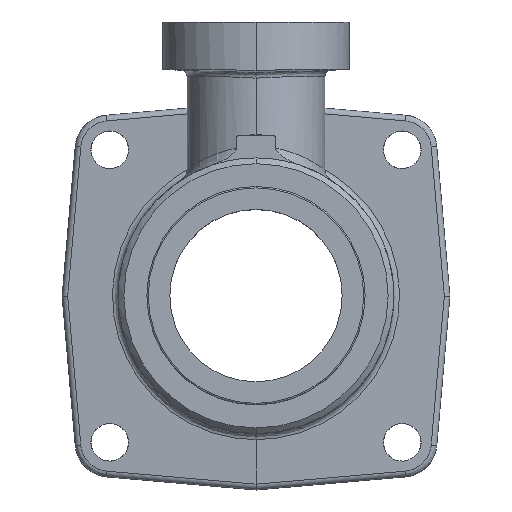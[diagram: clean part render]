
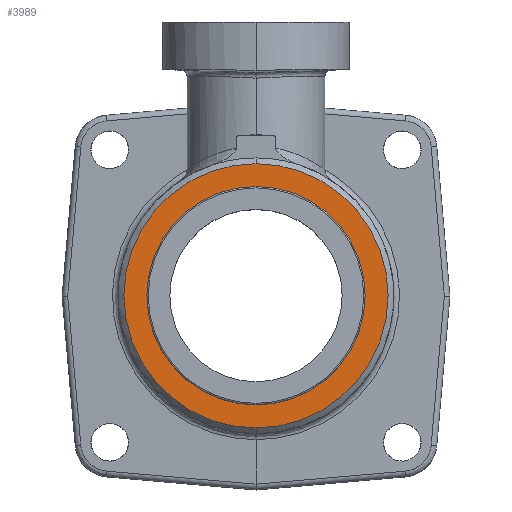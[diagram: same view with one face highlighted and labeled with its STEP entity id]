
A CAD part, top view. The second image highlights one B-rep face of the part: STEP entity #3989.
In plain terms, the highlighted planar face has unit normal (0, 0, 1).
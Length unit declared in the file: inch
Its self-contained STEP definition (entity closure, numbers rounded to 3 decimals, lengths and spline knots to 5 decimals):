
#1207=CARTESIAN_POINT('',(0.,0.,2.09375));
#1208=DIRECTION('',(0.,0.,1.));
#1209=DIRECTION('',(0.,1.,0.));
#1210=AXIS2_PLACEMENT_3D('',#1207,#1208,#1209);
#1212=CARTESIAN_POINT('',(0.,0.,2.09375));
#1213=DIRECTION('',(0.,0.,-1.));
#1214=DIRECTION('',(0.,1.,0.));
#1215=AXIS2_PLACEMENT_3D('',#1212,#1213,#1214);
#1217=CARTESIAN_POINT('',(0.,0.,2.09375));
#1218=DIRECTION('',(0.,0.,-1.));
#1219=DIRECTION('',(0.,-1.,0.));
#1220=AXIS2_PLACEMENT_3D('',#1217,#1218,#1219);
#1222=CARTESIAN_POINT('',(0.,0.,2.09375));
#1223=DIRECTION('',(0.,0.,-1.));
#1224=DIRECTION('',(0.,1.,0.));
#1225=AXIS2_PLACEMENT_3D('',#1222,#1223,#1224);
#1942=CARTESIAN_POINT('',(0.,1.1875,2.09375));
#1944=VERTEX_POINT('',#1942);
#1950=CARTESIAN_POINT('',(0.,-1.1875,2.09375));
#1952=VERTEX_POINT('',#1950);
#2011=CARTESIAN_POINT('',(0.,-1.4375,2.09375));
#2012=CARTESIAN_POINT('',(0.,1.4375,2.09375));
#2013=VERTEX_POINT('',#2011);
#2014=VERTEX_POINT('',#2012);
#3974=CARTESIAN_POINT('',(0.,0.,2.09375));
#3975=DIRECTION('',(0.,0.,1.));
#3976=DIRECTION('',(0.,1.,0.));
#3977=AXIS2_PLACEMENT_3D('',#3974,#3975,#3976);
#3978=PLANE('',#3977);
#3979=ORIENTED_EDGE('',*,*,#3953,.T.);
#3980=ORIENTED_EDGE('',*,*,#3967,.T.);
#3981=EDGE_LOOP('',(#3979,#3980));
#3982=FACE_OUTER_BOUND('',#3981,.F.);
#3984=ORIENTED_EDGE('',*,*,#3983,.T.);
#3986=ORIENTED_EDGE('',*,*,#3985,.F.);
#3987=EDGE_LOOP('',(#3984,#3986));
#3988=FACE_BOUND('',#3987,.F.);
#3989=ADVANCED_FACE('',(#3982,#3988),#3978,.T.);
#1211=CIRCLE('',#1210,1.1875);
#1216=CIRCLE('',#1215,1.1875);
#1221=CIRCLE('',#1220,1.4375);
#1226=CIRCLE('',#1225,1.4375);
#3953=EDGE_CURVE('',#2013,#2014,#1221,.T.);
#3967=EDGE_CURVE('',#2014,#2013,#1226,.T.);
#3983=EDGE_CURVE('',#1944,#1952,#1211,.T.);
#3985=EDGE_CURVE('',#1944,#1952,#1216,.T.);
